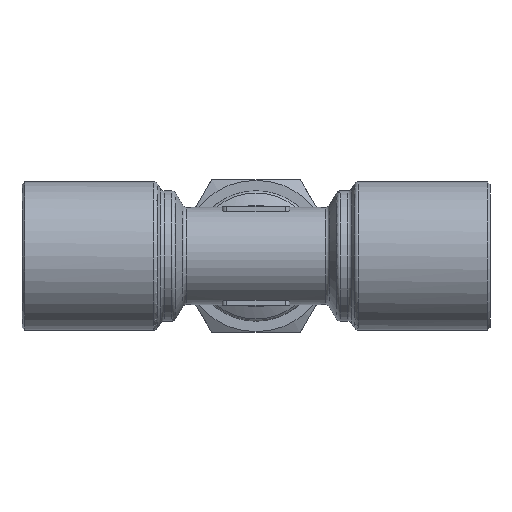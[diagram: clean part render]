
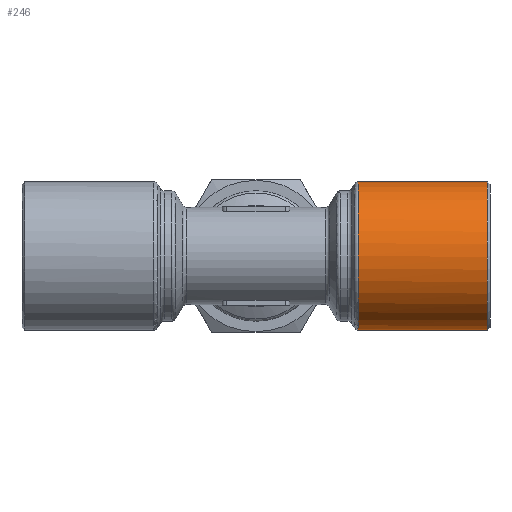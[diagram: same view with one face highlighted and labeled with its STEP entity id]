
A CAD part, left-side view. The second image highlights one B-rep face of the part: STEP entity #246.
In plain terms, the highlighted cylindrical face has radius 8.25 mm (diameter 16.5 mm), a full revolution.
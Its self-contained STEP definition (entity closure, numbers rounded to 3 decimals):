
#246 = ADVANCED_FACE( 'NONE', ( #918, #919 ), #920, .T. );
#918 = FACE_OUTER_BOUND( '', #3864, .T. );
#919 = FACE_OUTER_BOUND( '', #3865, .T. );
#920 = CYLINDRICAL_SURFACE( '', #3866, 8.25 );
#3864 = EDGE_LOOP( '', ( #9061, #9062, #9063, #9064, #9065 ) );
#3865 = EDGE_LOOP( '', ( #9066 ) );
#3866 = AXIS2_PLACEMENT_3D( '', #9067, #9068, #9069 );
#9061 = ORIENTED_EDGE( '', *, *, #11836, .T. );
#9062 = ORIENTED_EDGE( '', *, *, #11351, .T. );
#9063 = ORIENTED_EDGE( '', *, *, #11837, .T. );
#9064 = ORIENTED_EDGE( '', *, *, #11838, .T. );
#9065 = ORIENTED_EDGE( '', *, *, #11839, .T. );
#9066 = ORIENTED_EDGE( '', *, *, #11840, .T. );
#9067 = CARTESIAN_POINT( '', ( 0., 5.907, 0. ) );
#9068 = DIRECTION( '', ( 0., -1., 0. ) );
#9069 = DIRECTION( '', ( 0., 0., 1. ) );
#11351 = EDGE_CURVE( 'NONE', #12727, #12719, #12728, .T. );
#11836 = EDGE_CURVE( 'NONE', #13595, #12727, #13596, .T. );
#11837 = EDGE_CURVE( 'NONE', #12719, #13597, #13598, .T. );
#11838 = EDGE_CURVE( 'NONE', #13597, #12701, #13599, .T. );
#11839 = EDGE_CURVE( 'NONE', #12701, #13595, #13600, .T. );
#11840 = EDGE_CURVE( 'NONE', #13601, #13601, #13602, .T. );
#12701 = VERTEX_POINT( 'NONE', #15537 );
#12719 = VERTEX_POINT( 'NONE', #15574 );
#12727 = VERTEX_POINT( 'NONE', #15607 );
#12728 = CIRCLE( '', #15608, 8.25 );
#13595 = VERTEX_POINT( 'NONE', #18828 );
#13596 = LINE( '', #18829, #18830 );
#13597 = VERTEX_POINT( 'NONE', #18831 );
#13598 = LINE( '', #18832, #18833 );
#13599 = CIRCLE( '', #18834, 8.25 );
#13600 = CIRCLE( '', #18835, 8.25 );
#13601 = VERTEX_POINT( '', #18836 );
#13602 = CIRCLE( '', #18837, 8.25 );
#15537 = CARTESIAN_POINT( '', ( 8.25, -11.5, 0. ) );
#15574 = CARTESIAN_POINT( '', ( 8.07, -11.355, -1.715 ) );
#15607 = CARTESIAN_POINT( '', ( 8.07, -11.355, 1.715 ) );
#15608 = AXIS2_PLACEMENT_3D( '', #22170, #22171, #22172 );
#18828 = CARTESIAN_POINT( '', ( 8.07, -11.5, 1.715 ) );
#18829 = CARTESIAN_POINT( '', ( 8.07, 5.907, 1.715 ) );
#18830 = VECTOR( '', #22617, 1000. );
#18831 = CARTESIAN_POINT( '', ( 8.07, -11.5, -1.715 ) );
#18832 = CARTESIAN_POINT( '', ( 8.07, 5.907, -1.715 ) );
#18833 = VECTOR( '', #22618, 1000. );
#18834 = AXIS2_PLACEMENT_3D( '', #22619, #22620, #22621 );
#18835 = AXIS2_PLACEMENT_3D( '', #22622, #22623, #22624 );
#18836 = CARTESIAN_POINT( '', ( 0., -25.7, -8.25 ) );
#18837 = AXIS2_PLACEMENT_3D( '', #22625, #22626, #22627 );
#22170 = CARTESIAN_POINT( '', ( 0., -11.355, 0. ) );
#22171 = DIRECTION( '', ( 0., -1., 0. ) );
#22172 = DIRECTION( '', ( 0., 0., -1. ) );
#22617 = DIRECTION( '', ( 0., 1., 0. ) );
#22618 = DIRECTION( '', ( 0., -1., 0. ) );
#22619 = CARTESIAN_POINT( '', ( 0., -11.5, 0. ) );
#22620 = DIRECTION( '', ( 0., -1., 0. ) );
#22621 = DIRECTION( '', ( 0., 0., -1. ) );
#22622 = CARTESIAN_POINT( '', ( 0., -11.5, 0. ) );
#22623 = DIRECTION( '', ( 0., -1., 0. ) );
#22624 = DIRECTION( '', ( 0., 0., -1. ) );
#22625 = CARTESIAN_POINT( '', ( 0., -25.7, 0. ) );
#22626 = DIRECTION( '', ( 0., 1., 0. ) );
#22627 = DIRECTION( '', ( 0., 0., -1. ) );
